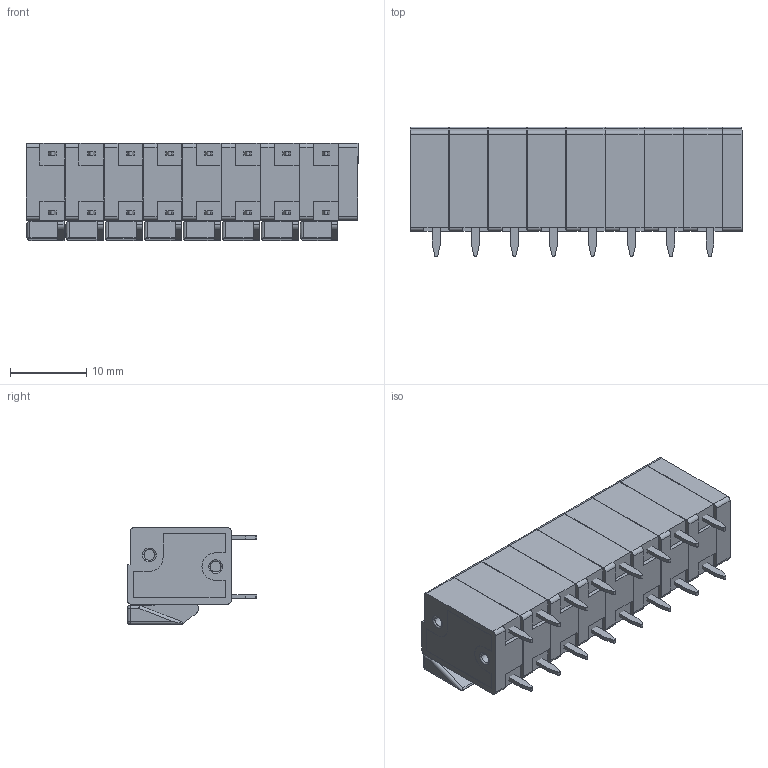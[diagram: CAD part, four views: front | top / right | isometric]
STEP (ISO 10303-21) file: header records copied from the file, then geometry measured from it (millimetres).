
FILE_DESCRIPTION (( 'STEP AP214' ), '1' );
FILE_NAME ('PCB terminal block FFKDS 5.08_8.STEP', '2017-06-24T20:03:08', ( 'M.B.I.' ), ( '' ), 'SwSTEP 2.0', '', '' );
FILE_SCHEMA (( 'AUTOMOTIVE_DESIGN' ));
Length unit declared in the file: millimetre
Products named in the file (3): PCB terminal block FFKDS 5.08_8; FFKDS CAP; FFKDS 5.08
Assembly tree (9 placements, depth 2):
  PCB terminal block FFKDS 5.08_8
    FFKDS 5.08  x8
    FFKDS CAP
Bounding box: 43.58 x 17 x 12.73 mm (x, y, z)
Volume: 3963.9 mm3; surface area: 11705.3 mm2
Topology: 25 solids, 25 shells, 1708 faces, 4632 edges, 3016 vertices
Faces by surface type: plane 1013, cylinder 599, torus 64, sphere 16, cone 16
Entity records: 8220 total; most frequent: CARTESIAN_POINT 1499, DIRECTION 1381, ORIENTED_EDGE 1364, EDGE_CURVE 682, LINE 491, VECTOR 491, VERTEX_POINT 447, AXIS2_PLACEMENT_3D 445
